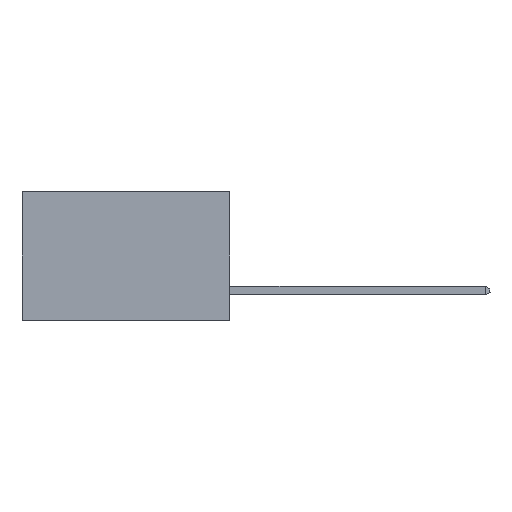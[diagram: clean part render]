
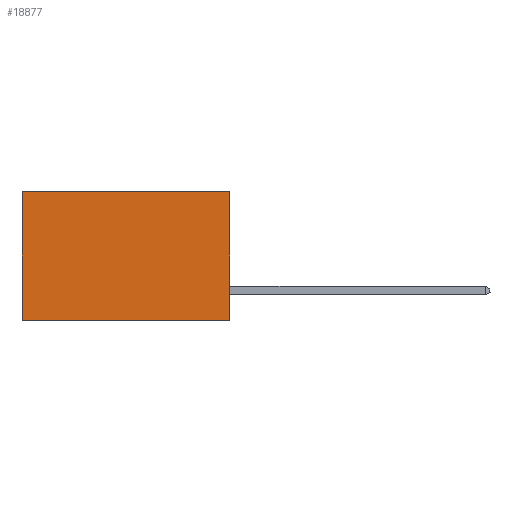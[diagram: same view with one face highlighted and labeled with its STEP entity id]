
A CAD part, left-side view. The second image highlights one B-rep face of the part: STEP entity #18877.
In plain terms, the highlighted planar face has unit normal (-1, 0, 0).
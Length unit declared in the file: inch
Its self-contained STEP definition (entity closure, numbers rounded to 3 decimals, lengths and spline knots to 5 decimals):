
#1404 = FACE_OUTER_BOUND ( 'NONE', #6089, .T. ) ;
#2427 = VERTEX_POINT ( 'NONE', #3646 ) ;
#3168 = CARTESIAN_POINT ( 'NONE',  ( 0.298, 0., 0. ) ) ;
#3427 = ORIENTED_EDGE ( 'NONE', *, *, #19918, .F. ) ;
#3646 = CARTESIAN_POINT ( 'NONE',  ( 0.298, 0.6, 0. ) ) ;
#3813 = CARTESIAN_POINT ( 'NONE',  ( 0.298, 0.6, -0.37 ) ) ;
#3822 = DIRECTION ( 'NONE',  ( 0., 0., -1. ) ) ;
#5138 = VERTEX_POINT ( 'NONE', #3813 ) ;
#5815 = DIRECTION ( 'NONE',  ( 1., 0., 0. ) ) ;
#6089 = EDGE_LOOP ( 'NONE', ( #18244, #18734, #3427, #19383 ) ) ;
#6706 = DIRECTION ( 'NONE',  ( 0., 0., -1. ) ) ;
#6839 = VECTOR ( 'NONE', #17449, 39.37008 ) ;
#6884 = AXIS2_PLACEMENT_3D ( 'NONE', #29267, #5815, #24375 ) ;
#7064 = EDGE_CURVE ( 'NONE', #29998, #5138, #12073, .T. ) ;
#7478 = VECTOR ( 'NONE', #6706, 39.37008 ) ;
#9385 = LINE ( 'NONE', #10441, #6839 ) ;
#10154 = VECTOR ( 'NONE', #3822, 39.37008 ) ;
#10421 = LINE ( 'NONE', #15785, #7478 ) ;
#10441 = CARTESIAN_POINT ( 'NONE',  ( 0.298, 0., 0. ) ) ;
#11608 = LINE ( 'NONE', #20007, #10154 ) ;
#12073 = LINE ( 'NONE', #16673, #13877 ) ;
#12941 = EDGE_CURVE ( 'NONE', #2427, #5138, #11608, .T. ) ;
#13877 = VECTOR ( 'NONE', #28078, 39.37008 ) ;
#15785 = CARTESIAN_POINT ( 'NONE',  ( 0.298, 0., 0. ) ) ;
#16673 = CARTESIAN_POINT ( 'NONE',  ( 0.298, 0., -0.37 ) ) ;
#17449 = DIRECTION ( 'NONE',  ( 0., 1., 0. ) ) ;
#18244 = ORIENTED_EDGE ( 'NONE', *, *, #12941, .T. ) ;
#18734 = ORIENTED_EDGE ( 'NONE', *, *, #7064, .F. ) ;
#18833 = EDGE_CURVE ( 'NONE', #29898, #2427, #9385, .T. ) ;
#18877 = ADVANCED_FACE ( 'NONE', ( #1404 ), #26904, .F. ) ;
#19383 = ORIENTED_EDGE ( 'NONE', *, *, #18833, .T. ) ;
#19918 = EDGE_CURVE ( 'NONE', #29898, #29998, #10421, .T. ) ;
#20007 = CARTESIAN_POINT ( 'NONE',  ( 0.298, 0.6, 0. ) ) ;
#24375 = DIRECTION ( 'NONE',  ( 0., 0., -1. ) ) ;
#26904 = PLANE ( 'NONE',  #6884 ) ;
#28078 = DIRECTION ( 'NONE',  ( 0., 1., 0. ) ) ;
#29253 = CARTESIAN_POINT ( 'NONE',  ( 0.298, 0., -0.37 ) ) ;
#29267 = CARTESIAN_POINT ( 'NONE',  ( 0.298, 0., 0. ) ) ;
#29898 = VERTEX_POINT ( 'NONE', #3168 ) ;
#29998 = VERTEX_POINT ( 'NONE', #29253 ) ;
